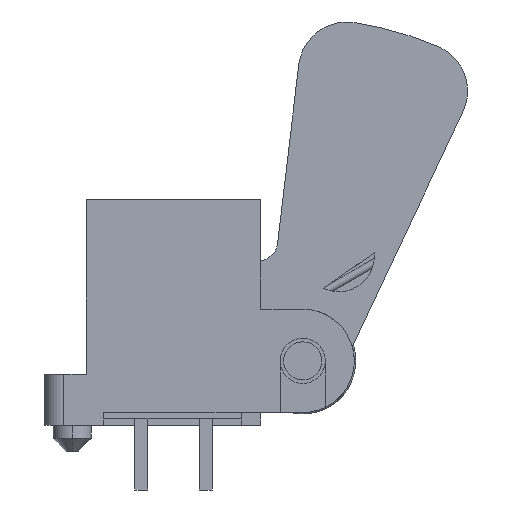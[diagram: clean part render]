
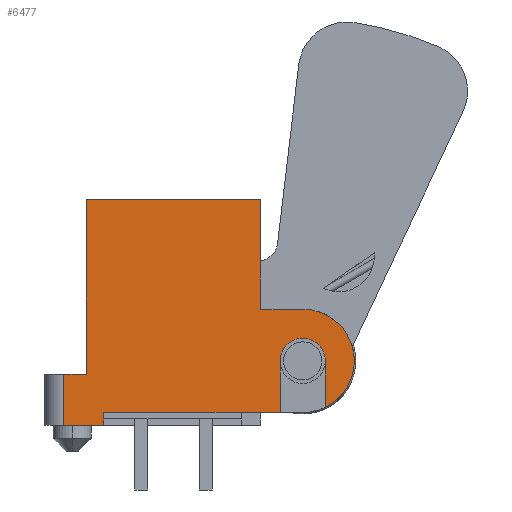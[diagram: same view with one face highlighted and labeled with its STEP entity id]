
A CAD part, left-side view. The second image highlights one B-rep face of the part: STEP entity #6477.
In plain terms, the highlighted planar face has unit normal (-1, 0, 0).
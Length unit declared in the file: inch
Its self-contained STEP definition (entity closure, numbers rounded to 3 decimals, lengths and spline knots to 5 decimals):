
#124 = LINE ( 'NONE', #11330, #6665 ) ;
#287 = CARTESIAN_POINT ( 'NONE',  ( -0.215, 0.17, 0. ) ) ;
#299 = EDGE_LOOP ( 'NONE', ( #7068, #383, #5168, #7458, #4442, #4871, #2238, #9511, #994, #1268, #2786, #7855, #6960, #4713 ) ) ;
#321 = CARTESIAN_POINT ( 'NONE',  ( -0.215, -0.135, 0.18 ) ) ;
#383 = ORIENTED_EDGE ( 'NONE', *, *, #10508, .T. ) ;
#511 = DIRECTION ( 'NONE',  ( 0., 0., -1. ) ) ;
#759 = DIRECTION ( 'NONE',  ( -1., 0., 0. ) ) ;
#994 = ORIENTED_EDGE ( 'NONE', *, *, #6501, .T. ) ;
#1167 = EDGE_CURVE ( 'NONE', #11695, #9410, #3976, .T. ) ;
#1216 = LINE ( 'NONE', #8587, #10393 ) ;
#1222 = EDGE_CURVE ( 'NONE', #3811, #9887, #5022, .T. ) ;
#1268 = ORIENTED_EDGE ( 'NONE', *, *, #5132, .T. ) ;
#1380 = EDGE_CURVE ( 'NONE', #8546, #2216, #6847, .T. ) ;
#1417 = DIRECTION ( 'NONE',  ( 0., -1., 0. ) ) ;
#1492 = DIRECTION ( 'NONE',  ( 0., 1., 0. ) ) ;
#1556 = DIRECTION ( 'NONE',  ( 0., 0., -1. ) ) ;
#1682 = VERTEX_POINT ( 'NONE', #10289 ) ;
#1698 = VECTOR ( 'NONE', #511, 39.37008 ) ;
#1765 = VECTOR ( 'NONE', #6691, 39.37008 ) ;
#1784 = CARTESIAN_POINT ( 'NONE',  ( -0.215, 0.108, 0.02 ) ) ;
#2041 = CARTESIAN_POINT ( 'NONE',  ( -0.215, -0.2, 0.1 ) ) ;
#2209 = DIRECTION ( 'NONE',  ( 0., 0., -1. ) ) ;
#2216 = VERTEX_POINT ( 'NONE', #5470 ) ;
#2238 = ORIENTED_EDGE ( 'NONE', *, *, #1380, .F. ) ;
#2472 = DIRECTION ( 'NONE',  ( 0., 1., 0. ) ) ;
#2544 = DIRECTION ( 'NONE',  ( 0., 0., -1. ) ) ;
#2665 = CARTESIAN_POINT ( 'NONE',  ( -0.215, -0.135, 0.35 ) ) ;
#2698 = CARTESIAN_POINT ( 'NONE',  ( -0.215, 0.135, 0.35 ) ) ;
#2757 = EDGE_CURVE ( 'NONE', #5738, #1682, #5334, .T. ) ;
#2773 = CARTESIAN_POINT ( 'NONE',  ( -0.215, 0.2, 0.079 ) ) ;
#2786 = ORIENTED_EDGE ( 'NONE', *, *, #1222, .T. ) ;
#2841 = CARTESIAN_POINT ( 'NONE',  ( -0.215, -0.135, 0.35 ) ) ;
#3073 = LINE ( 'NONE', #1784, #1698 ) ;
#3366 = VECTOR ( 'NONE', #2472, 39.37008 ) ;
#3431 = VERTEX_POINT ( 'NONE', #287 ) ;
#3488 = CARTESIAN_POINT ( 'NONE',  ( -0.215, -0.165, 0.1 ) ) ;
#3496 = EDGE_CURVE ( 'NONE', #11695, #5738, #8945, .T. ) ;
#3742 = CARTESIAN_POINT ( 'NONE',  ( -0.215, -0.135, 0.18 ) ) ;
#3798 = CARTESIAN_POINT ( 'NONE',  ( -0.215, 0.135, 0.35 ) ) ;
#3811 = VERTEX_POINT ( 'NONE', #10652 ) ;
#3816 = CARTESIAN_POINT ( 'NONE',  ( -0.215, 0.135, 0.35 ) ) ;
#3889 = EDGE_CURVE ( 'NONE', #3431, #10943, #124, .T. ) ;
#3976 = LINE ( 'NONE', #2698, #12382 ) ;
#4122 = LINE ( 'NONE', #2841, #6275 ) ;
#4247 = CIRCLE ( 'NONE', #8465, 0.08 ) ;
#4442 = ORIENTED_EDGE ( 'NONE', *, *, #10601, .F. ) ;
#4713 = ORIENTED_EDGE ( 'NONE', *, *, #3496, .T. ) ;
#4792 = DIRECTION ( 'NONE',  ( 0., -1., 0. ) ) ;
#4871 = ORIENTED_EDGE ( 'NONE', *, *, #9832, .F. ) ;
#5022 = LINE ( 'NONE', #3742, #3366 ) ;
#5132 = EDGE_CURVE ( 'NONE', #8232, #3811, #8058, .T. ) ;
#5168 = ORIENTED_EDGE ( 'NONE', *, *, #3889, .T. ) ;
#5245 = AXIS2_PLACEMENT_3D ( 'NONE', #9717, #8437, #7155 ) ;
#5334 = LINE ( 'NONE', #2773, #9978 ) ;
#5470 = CARTESIAN_POINT ( 'NONE',  ( -0.215, -0.165, 0.1 ) ) ;
#5588 = EDGE_CURVE ( 'NONE', #8997, #8546, #11393, .T. ) ;
#5621 = VECTOR ( 'NONE', #2544, 39.37008 ) ;
#5738 = VERTEX_POINT ( 'NONE', #12444 ) ;
#6065 = DIRECTION ( 'NONE',  ( -1., 0., 0. ) ) ;
#6135 = CARTESIAN_POINT ( 'NONE',  ( -0.215, 0.108, 0. ) ) ;
#6275 = VECTOR ( 'NONE', #1556, 39.37008 ) ;
#6284 = VECTOR ( 'NONE', #2209, 39.37008 ) ;
#6339 = VERTEX_POINT ( 'NONE', #7084 ) ;
#6354 = VECTOR ( 'NONE', #8847, 39.37008 ) ;
#6477 = ADVANCED_FACE ( 'NONE', ( #6523 ), #10997, .F. ) ;
#6501 = EDGE_CURVE ( 'NONE', #8997, #8232, #4247, .T. ) ;
#6523 = FACE_OUTER_BOUND ( 'NONE', #299, .T. ) ;
#6665 = VECTOR ( 'NONE', #10060, 39.37008 ) ;
#6691 = DIRECTION ( 'NONE',  ( 0., 1., 0. ) ) ;
#6813 = AXIS2_PLACEMENT_3D ( 'NONE', #7352, #6065, #4792 ) ;
#6847 = CIRCLE ( 'NONE', #6813, 0.035 ) ;
#6960 = ORIENTED_EDGE ( 'NONE', *, *, #1167, .F. ) ;
#7068 = ORIENTED_EDGE ( 'NONE', *, *, #2757, .T. ) ;
#7084 = CARTESIAN_POINT ( 'NONE',  ( -0.215, 0.108, 0.02 ) ) ;
#7155 = DIRECTION ( 'NONE',  ( 0., 1., 0. ) ) ;
#7304 = DIRECTION ( 'NONE',  ( 0., 0., -1. ) ) ;
#7352 = CARTESIAN_POINT ( 'NONE',  ( -0.215, -0.2, 0.1 ) ) ;
#7458 = ORIENTED_EDGE ( 'NONE', *, *, #7889, .F. ) ;
#7716 = DIRECTION ( 'NONE',  ( 0., -1., 0. ) ) ;
#7855 = ORIENTED_EDGE ( 'NONE', *, *, #10757, .F. ) ;
#7889 = EDGE_CURVE ( 'NONE', #6339, #10943, #3073, .T. ) ;
#7982 = CARTESIAN_POINT ( 'NONE',  ( -0.215, 0.108, 0.02 ) ) ;
#8058 = CIRCLE ( 'NONE', #8536, 0.08 ) ;
#8232 = VERTEX_POINT ( 'NONE', #9611 ) ;
#8437 = DIRECTION ( 'NONE',  ( 1., 0., 0. ) ) ;
#8465 = AXIS2_PLACEMENT_3D ( 'NONE', #2041, #759, #11970 ) ;
#8536 = AXIS2_PLACEMENT_3D ( 'NONE', #10279, #9006, #7716 ) ;
#8546 = VERTEX_POINT ( 'NONE', #10500 ) ;
#8587 = CARTESIAN_POINT ( 'NONE',  ( -0.215, 0.17, 0. ) ) ;
#8600 = LINE ( 'NONE', #3488, #6284 ) ;
#8847 = DIRECTION ( 'NONE',  ( 0., 0., 1. ) ) ;
#8945 = LINE ( 'NONE', #3816, #5621 ) ;
#8997 = VERTEX_POINT ( 'NONE', #10502 ) ;
#9006 = DIRECTION ( 'NONE',  ( -1., 0., 0. ) ) ;
#9268 = LINE ( 'NONE', #7982, #1765 ) ;
#9410 = VERTEX_POINT ( 'NONE', #2665 ) ;
#9439 = CARTESIAN_POINT ( 'NONE',  ( -0.215, -0.165, 0.02 ) ) ;
#9511 = ORIENTED_EDGE ( 'NONE', *, *, #5588, .F. ) ;
#9611 = CARTESIAN_POINT ( 'NONE',  ( -0.215, -0.28, 0.1 ) ) ;
#9717 = CARTESIAN_POINT ( 'NONE',  ( -0.215, 0.135, 0.35 ) ) ;
#9832 = EDGE_CURVE ( 'NONE', #2216, #11967, #8600, .T. ) ;
#9887 = VERTEX_POINT ( 'NONE', #321 ) ;
#9978 = VECTOR ( 'NONE', #1492, 39.37008 ) ;
#10060 = DIRECTION ( 'NONE',  ( 0., -1., 0. ) ) ;
#10123 = CARTESIAN_POINT ( 'NONE',  ( -0.215, -0.235, 0.1 ) ) ;
#10279 = CARTESIAN_POINT ( 'NONE',  ( -0.215, -0.2, 0.1 ) ) ;
#10289 = CARTESIAN_POINT ( 'NONE',  ( -0.215, 0.17, 0.079 ) ) ;
#10393 = VECTOR ( 'NONE', #7304, 39.37008 ) ;
#10500 = CARTESIAN_POINT ( 'NONE',  ( -0.215, -0.235, 0.1 ) ) ;
#10502 = CARTESIAN_POINT ( 'NONE',  ( -0.215, -0.235, 0.02806 ) ) ;
#10508 = EDGE_CURVE ( 'NONE', #1682, #3431, #1216, .T. ) ;
#10601 = EDGE_CURVE ( 'NONE', #11967, #6339, #9268, .T. ) ;
#10652 = CARTESIAN_POINT ( 'NONE',  ( -0.215, -0.2, 0.18 ) ) ;
#10757 = EDGE_CURVE ( 'NONE', #9410, #9887, #4122, .T. ) ;
#10943 = VERTEX_POINT ( 'NONE', #6135 ) ;
#10997 = PLANE ( 'NONE',  #5245 ) ;
#11330 = CARTESIAN_POINT ( 'NONE',  ( -0.215, 0.135, 0. ) ) ;
#11393 = LINE ( 'NONE', #10123, #6354 ) ;
#11695 = VERTEX_POINT ( 'NONE', #3798 ) ;
#11967 = VERTEX_POINT ( 'NONE', #9439 ) ;
#11970 = DIRECTION ( 'NONE',  ( 0., -1., 0. ) ) ;
#12382 = VECTOR ( 'NONE', #1417, 39.37008 ) ;
#12444 = CARTESIAN_POINT ( 'NONE',  ( -0.215, 0.135, 0.079 ) ) ;
